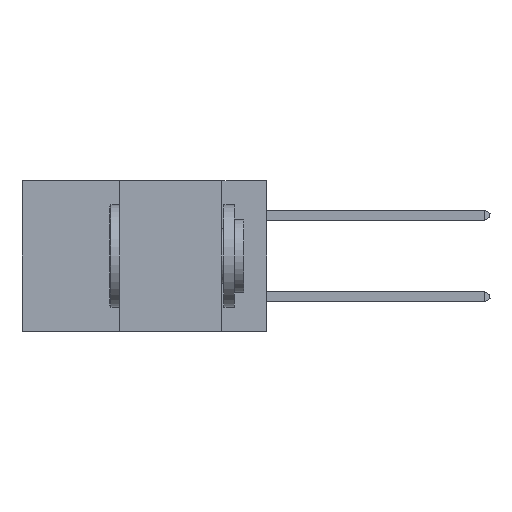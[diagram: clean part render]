
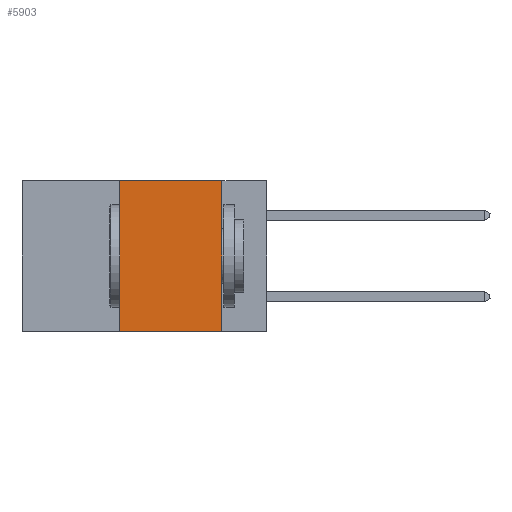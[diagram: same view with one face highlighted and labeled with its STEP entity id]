
A CAD part, left-side view. The second image highlights one B-rep face of the part: STEP entity #5903.
In plain terms, the highlighted planar face has unit normal (-1, 0, 0).
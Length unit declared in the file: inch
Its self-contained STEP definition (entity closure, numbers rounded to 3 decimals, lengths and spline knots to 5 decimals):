
#333 = CARTESIAN_POINT ( 'NONE',  ( 0., 0.6, 0. ) ) ;
#1069 = ORIENTED_EDGE ( 'NONE', *, *, #12666, .F. ) ;
#1603 = CARTESIAN_POINT ( 'NONE',  ( 0., 0.6, 0. ) ) ;
#2124 = EDGE_LOOP ( 'NONE', ( #9658, #28318, #1069, #7220 ) ) ;
#2622 = DIRECTION ( 'NONE',  ( 0., -1., 0. ) ) ;
#2723 = FACE_OUTER_BOUND ( 'NONE', #2124, .T. ) ;
#3889 = DIRECTION ( 'NONE',  ( 0., 0., -1. ) ) ;
#4107 = LINE ( 'NONE', #333, #15260 ) ;
#4239 = LINE ( 'NONE', #19319, #15393 ) ;
#5903 = ADVANCED_FACE ( 'NONE', ( #2723 ), #10647, .F. ) ;
#5924 = VERTEX_POINT ( 'NONE', #19399 ) ;
#5971 = CARTESIAN_POINT ( 'NONE',  ( 0., 0.11, 0. ) ) ;
#6978 = DIRECTION ( 'NONE',  ( 0., 0., -1. ) ) ;
#7220 = ORIENTED_EDGE ( 'NONE', *, *, #21419, .T. ) ;
#7499 = EDGE_CURVE ( 'NONE', #18170, #24689, #4107, .T. ) ;
#8465 = CARTESIAN_POINT ( 'NONE',  ( 0., 0.6, -0.37 ) ) ;
#8543 = AXIS2_PLACEMENT_3D ( 'NONE', #1603, #17216, #3889 ) ;
#9658 = ORIENTED_EDGE ( 'NONE', *, *, #15593, .F. ) ;
#10647 = PLANE ( 'NONE',  #8543 ) ;
#10667 = DIRECTION ( 'NONE',  ( 0., -1., 0. ) ) ;
#12096 = CARTESIAN_POINT ( 'NONE',  ( 0., 0.11, -0.37 ) ) ;
#12666 = EDGE_CURVE ( 'NONE', #5924, #18170, #4239, .T. ) ;
#13630 = CARTESIAN_POINT ( 'NONE',  ( 0., 0.11, 0. ) ) ;
#14937 = DIRECTION ( 'NONE',  ( 0., 0., 1. ) ) ;
#15260 = VECTOR ( 'NONE', #2622, 39.37008 ) ;
#15393 = VECTOR ( 'NONE', #14937, 39.37008 ) ;
#15593 = EDGE_CURVE ( 'NONE', #24689, #16880, #20658, .T. ) ;
#16806 = LINE ( 'NONE', #8465, #21918 ) ;
#16880 = VERTEX_POINT ( 'NONE', #12096 ) ;
#17216 = DIRECTION ( 'NONE',  ( 1., 0., 0. ) ) ;
#18170 = VERTEX_POINT ( 'NONE', #21165 ) ;
#19319 = CARTESIAN_POINT ( 'NONE',  ( 0., 0.36, 0. ) ) ;
#19399 = CARTESIAN_POINT ( 'NONE',  ( 0., 0.36, -0.37 ) ) ;
#19988 = VECTOR ( 'NONE', #6978, 39.37008 ) ;
#20658 = LINE ( 'NONE', #13630, #19988 ) ;
#21165 = CARTESIAN_POINT ( 'NONE',  ( 0., 0.36, 0. ) ) ;
#21419 = EDGE_CURVE ( 'NONE', #5924, #16880, #16806, .T. ) ;
#21918 = VECTOR ( 'NONE', #10667, 39.37008 ) ;
#24689 = VERTEX_POINT ( 'NONE', #5971 ) ;
#28318 = ORIENTED_EDGE ( 'NONE', *, *, #7499, .F. ) ;
